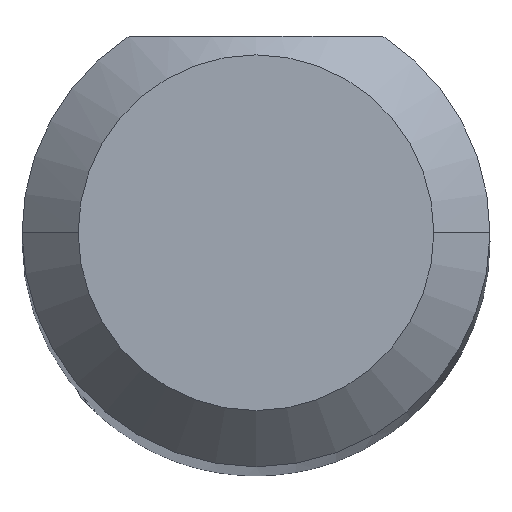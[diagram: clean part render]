
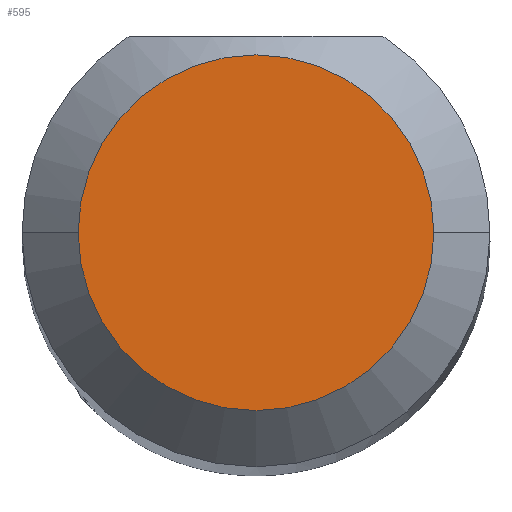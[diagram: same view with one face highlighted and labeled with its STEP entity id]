
A CAD part, top view. The second image highlights one B-rep face of the part: STEP entity #595.
In plain terms, the highlighted planar face has unit normal (0, 0, 1).
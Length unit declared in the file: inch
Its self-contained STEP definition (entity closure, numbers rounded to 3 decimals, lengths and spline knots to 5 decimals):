
#67 = CIRCLE ( 'NONE', #539, 0.0475 ) ;
#113 = CARTESIAN_POINT ( 'NONE',  ( 0., 0., 1.5 ) ) ;
#117 = AXIS2_PLACEMENT_3D ( 'NONE', #193, #508, #239 ) ;
#154 = CARTESIAN_POINT ( 'NONE',  ( 0., 0., 1.5 ) ) ;
#193 = CARTESIAN_POINT ( 'NONE',  ( 0., 0., 1.5 ) ) ;
#218 = EDGE_LOOP ( 'NONE', ( #593, #223 ) ) ;
#223 = ORIENTED_EDGE ( 'NONE', *, *, #529, .T. ) ;
#239 = DIRECTION ( 'NONE',  ( 1., 0., 0. ) ) ;
#293 = EDGE_CURVE ( 'NONE', #707, #297, #67, .T. ) ;
#297 = VERTEX_POINT ( 'NONE', #501 ) ;
#319 = CARTESIAN_POINT ( 'NONE',  ( -0.0475, 0., 1.5 ) ) ;
#329 = CIRCLE ( 'NONE', #379, 0.0475 ) ;
#379 = AXIS2_PLACEMENT_3D ( 'NONE', #154, #817, #608 ) ;
#501 = CARTESIAN_POINT ( 'NONE',  ( 0.0475, 0., 1.5 ) ) ;
#508 = DIRECTION ( 'NONE',  ( 0., 0., 1. ) ) ;
#529 = EDGE_CURVE ( 'NONE', #297, #707, #329, .T. ) ;
#539 = AXIS2_PLACEMENT_3D ( 'NONE', #113, #630, #828 ) ;
#562 = PLANE ( 'NONE',  #117 ) ;
#580 = FACE_OUTER_BOUND ( 'NONE', #218, .T. ) ;
#593 = ORIENTED_EDGE ( 'NONE', *, *, #293, .T. ) ;
#595 = ADVANCED_FACE ( 'NONE', ( #580 ), #562, .T. ) ;
#608 = DIRECTION ( 'NONE',  ( 1., 0., 0. ) ) ;
#630 = DIRECTION ( 'NONE',  ( 0., 0., 1. ) ) ;
#707 = VERTEX_POINT ( 'NONE', #319 ) ;
#817 = DIRECTION ( 'NONE',  ( 0., 0., 1. ) ) ;
#828 = DIRECTION ( 'NONE',  ( 1., 0., 0. ) ) ;
